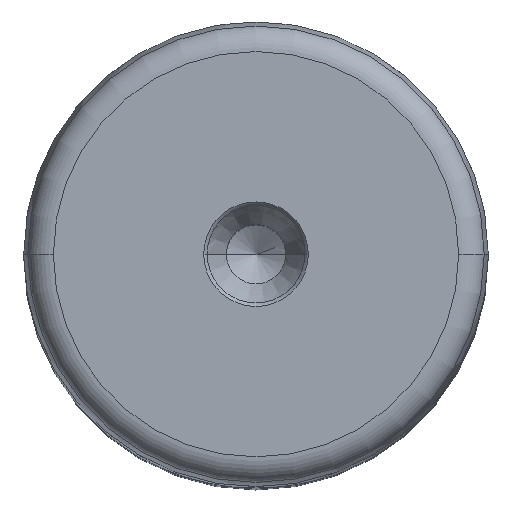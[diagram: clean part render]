
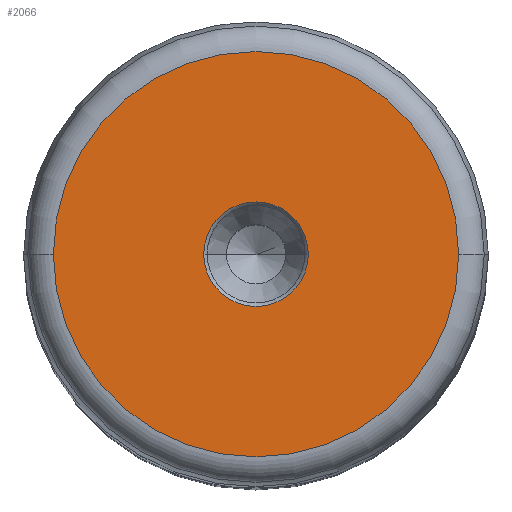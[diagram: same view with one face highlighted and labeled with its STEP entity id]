
A CAD part, top view. The second image highlights one B-rep face of the part: STEP entity #2066.
In plain terms, the highlighted planar face has unit normal (0, 0, 1).
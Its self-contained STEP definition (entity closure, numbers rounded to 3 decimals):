
#43 = ORIENTED_EDGE ( 'NONE', *, *, #3038, .T. ) ;
#105 = CARTESIAN_POINT ( 'NONE',  ( 0., 0., 350. ) ) ;
#119 = DIRECTION ( 'NONE',  ( 0., 0., 1. ) ) ;
#141 = CARTESIAN_POINT ( 'NONE',  ( 0., 0., 350. ) ) ;
#173 = AXIS2_PLACEMENT_3D ( 'NONE', #141, #119, #1100 ) ;
#221 = EDGE_LOOP ( 'NONE', ( #43, #796 ) ) ;
#448 = VERTEX_POINT ( 'NONE', #2380 ) ;
#579 = PLANE ( 'NONE',  #3099 ) ;
#600 = CARTESIAN_POINT ( 'NONE',  ( 0., 0., 350. ) ) ;
#763 = EDGE_LOOP ( 'NONE', ( #2574, #908 ) ) ;
#771 = EDGE_CURVE ( 'NONE', #2619, #1167, #2809, .T. ) ;
#796 = ORIENTED_EDGE ( 'NONE', *, *, #2259, .T. ) ;
#809 = DIRECTION ( 'NONE',  ( -1., 0., 0. ) ) ;
#815 = EDGE_CURVE ( 'NONE', #1167, #2619, #2189, .T. ) ;
#881 = AXIS2_PLACEMENT_3D ( 'NONE', #600, #1051, #1780 ) ;
#906 = CARTESIAN_POINT ( 'NONE',  ( 34.9, 0., 350. ) ) ;
#908 = ORIENTED_EDGE ( 'NONE', *, *, #815, .T. ) ;
#916 = FACE_OUTER_BOUND ( 'NONE', #221, .T. ) ;
#919 = CARTESIAN_POINT ( 'NONE',  ( -9., 0., 350. ) ) ;
#1051 = DIRECTION ( 'NONE',  ( 0., 0., 1. ) ) ;
#1066 = DIRECTION ( 'NONE',  ( 0., 0., -1. ) ) ;
#1100 = DIRECTION ( 'NONE',  ( 1., 0., 0. ) ) ;
#1167 = VERTEX_POINT ( 'NONE', #2464 ) ;
#1244 = VERTEX_POINT ( 'NONE', #906 ) ;
#1582 = DIRECTION ( 'NONE',  ( -1., 0., 0. ) ) ;
#1780 = DIRECTION ( 'NONE',  ( 1., 0., 0. ) ) ;
#1814 = AXIS2_PLACEMENT_3D ( 'NONE', #2982, #1066, #1582 ) ;
#2066 = ADVANCED_FACE ( 'NONE', ( #2666, #916 ), #579, .T. ) ;
#2071 = AXIS2_PLACEMENT_3D ( 'NONE', #105, #2246, #809 ) ;
#2189 = CIRCLE ( 'NONE', #2071, 9. ) ;
#2239 = DIRECTION ( 'NONE',  ( 1., 0., 0. ) ) ;
#2246 = DIRECTION ( 'NONE',  ( 0., 0., -1. ) ) ;
#2259 = EDGE_CURVE ( 'NONE', #448, #1244, #3028, .T. ) ;
#2380 = CARTESIAN_POINT ( 'NONE',  ( -34.9, 0., 350. ) ) ;
#2464 = CARTESIAN_POINT ( 'NONE',  ( 9., 0., 350. ) ) ;
#2574 = ORIENTED_EDGE ( 'NONE', *, *, #771, .T. ) ;
#2619 = VERTEX_POINT ( 'NONE', #919 ) ;
#2661 = CIRCLE ( 'NONE', #881, 34.9 ) ;
#2666 = FACE_BOUND ( 'NONE', #763, .T. ) ;
#2693 = CARTESIAN_POINT ( 'NONE',  ( 0., 0., 350. ) ) ;
#2809 = CIRCLE ( 'NONE', #1814, 9. ) ;
#2942 = DIRECTION ( 'NONE',  ( 0., 0., 1. ) ) ;
#2982 = CARTESIAN_POINT ( 'NONE',  ( 0., 0., 350. ) ) ;
#3028 = CIRCLE ( 'NONE', #173, 34.9 ) ;
#3038 = EDGE_CURVE ( 'NONE', #1244, #448, #2661, .T. ) ;
#3099 = AXIS2_PLACEMENT_3D ( 'NONE', #2693, #2942, #2239 ) ;
